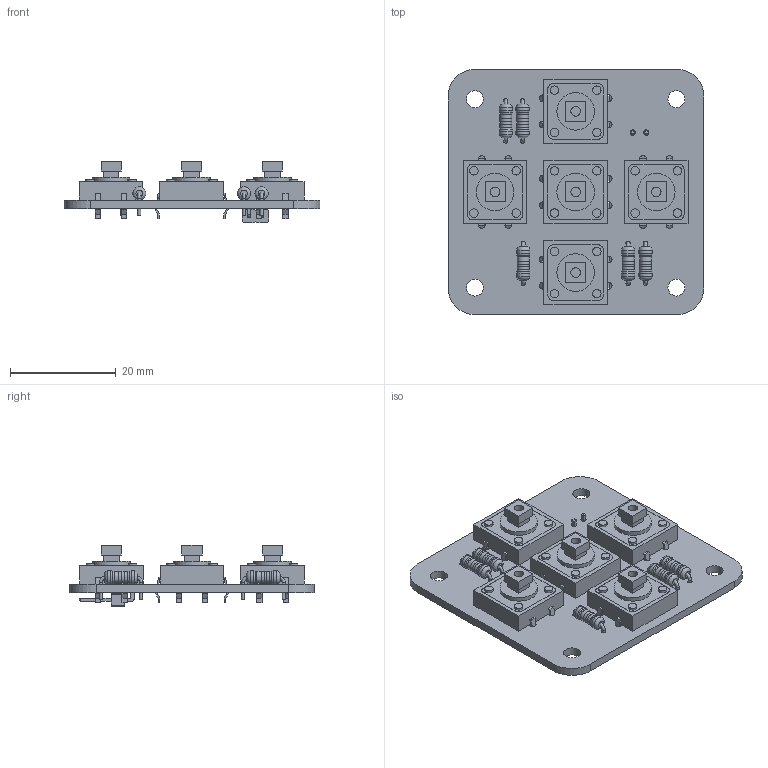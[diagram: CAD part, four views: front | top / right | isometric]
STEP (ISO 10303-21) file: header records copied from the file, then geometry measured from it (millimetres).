
FILE_DESCRIPTION(('KiCad electronic assembly'),'2;1');
FILE_NAME('TecladoEB.step','2021-05-22T11:43:04',('An Author'),( 'A Company'),'Open CASCADE STEP processor 7.5', 'KiCad to STEP converter','Unknown');
FILE_SCHEMA(('AUTOMOTIVE_DESIGN { 1 0 10303 214 1 1 1 1 }'));
Length unit declared in the file: millimetre
Products named in the file (8): Open CASCADE STEP translator 7.5 1; R_Axial_DIN0207_L6.3mm_D2.5mm_P7.62mm_Horizontal_10k; COMPOUND; B3F-4050; PinHeader_1x02_P2.54mm_Horizontal; SOLID
Assembly tree (15 placements, depth 3):
  Open CASCADE STEP translator 7.5 1
    R_Axial_DIN0207_L6.3mm_D2.5mm_P7.62mm_Horizontal_10k  x5
      COMPOUND
    B3F-4050  x5
      COMPOUND
    PinHeader_1x02_P2.54mm_Horizontal
      SOLID
    COMPOUND
Bounding box: 48.39 x 46.3 x 11.54 mm (x, y, z)
Volume: 6364.9 mm3; surface area: 9763.4 mm2
Topology: 47 solids, 47 shells, 754 faces, 1682 edges, 1101 vertices
Faces by surface type: plane 527, cylinder 187, revolution 30, torus 10
Full cylindrical faces by diameter (mm): 0.6 x15, 0.8 x10, 1 x2, 1.25 x20, 1.6 x30, 1.8 x5, 1.85 x10, 2.25 x10, 2.252 x10, 2.5 x10, 3.2 x4, 7.1 x15
Entity records: 16085 total; most frequent: CARTESIAN_POINT 2481, DIRECTION 2403, LINE 1397, VECTOR 1397, ORIENTED_EDGE 1156, PCURVE 1156, DEFINITIONAL_REPRESENTATION 1156, EDGE_CURVE 578
